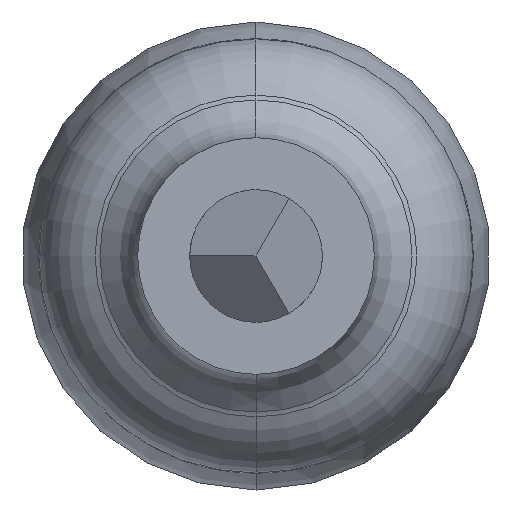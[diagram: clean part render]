
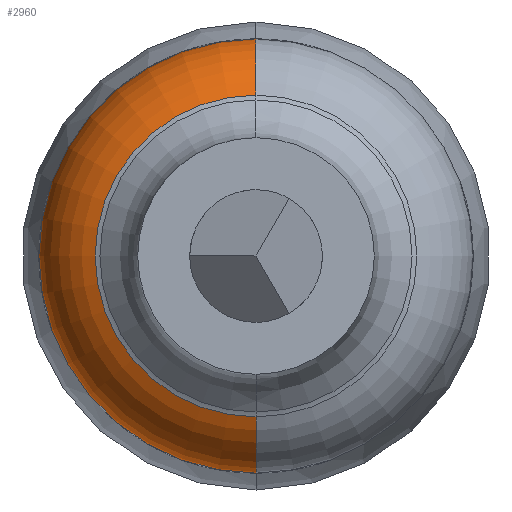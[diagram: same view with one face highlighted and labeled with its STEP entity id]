
A CAD part, front view. The second image highlights one B-rep face of the part: STEP entity #2960.
In plain terms, the highlighted toroidal (fillet/blend) face has major radius 0.485 mm and minor radius 0.35 mm.
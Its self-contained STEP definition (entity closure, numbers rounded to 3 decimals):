
#148 = AXIS2_PLACEMENT_3D ( 'NONE', #1383, #2685, #5447 ) ;
#208 = CIRCLE ( 'NONE', #632, 0.835 ) ;
#363 = CARTESIAN_POINT ( 'NONE',  ( 0., -24.6, -0.835 ) ) ;
#612 = VERTEX_POINT ( 'NONE', #3581 ) ;
#632 = AXIS2_PLACEMENT_3D ( 'NONE', #2109, #3374, #5214 ) ;
#645 = CARTESIAN_POINT ( 'NONE',  ( 0., -24.923, 0.619 ) ) ;
#1061 = DIRECTION ( 'NONE',  ( 0., 0., 1. ) ) ;
#1094 = VERTEX_POINT ( 'NONE', #363 ) ;
#1153 = AXIS2_PLACEMENT_3D ( 'NONE', #1188, #5726, #3008 ) ;
#1188 = CARTESIAN_POINT ( 'NONE',  ( 0., -24.6, -0.485 ) ) ;
#1382 = ORIENTED_EDGE ( 'NONE', *, *, #4440, .T. ) ;
#1383 = CARTESIAN_POINT ( 'NONE',  ( 0., -24.6, 0.485 ) ) ;
#2109 = CARTESIAN_POINT ( 'NONE',  ( 0., -24.6, 0. ) ) ;
#2561 = DIRECTION ( 'NONE',  ( 0., 0., 1. ) ) ;
#2583 = CIRCLE ( 'NONE', #4008, 0.619 ) ;
#2585 = CARTESIAN_POINT ( 'NONE',  ( 0., -24.923, 0. ) ) ;
#2685 = DIRECTION ( 'NONE',  ( -1., 0., 0. ) ) ;
#2729 = CARTESIAN_POINT ( 'NONE',  ( 0., -24.6, 0. ) ) ;
#2740 = EDGE_CURVE ( 'Defeature ausgef�hrt1_3+Defeature ausgef�hrt1_4+Defeature ausgef�hrt1_4+Defeature ausgef�hrt1_4', #1094, #612, #208, .T. ) ;
#2757 = EDGE_CURVE ( 'NONE', #4616, #1094, #4266, .T. ) ;
#2828 = EDGE_LOOP ( 'NONE', ( #4658, #3512, #1382, #5576 ) ) ;
#2960 = ADVANCED_FACE ( 'Defeature ausgef�hrt1_4', ( #3910 ), #5483, .T. ) ;
#3008 = DIRECTION ( 'NONE',  ( 0., 0., -1. ) ) ;
#3020 = DIRECTION ( 'NONE',  ( 0., 1., 0. ) ) ;
#3374 = DIRECTION ( 'NONE',  ( 0., 1., 0. ) ) ;
#3512 = ORIENTED_EDGE ( 'NONE', *, *, #3719, .T. ) ;
#3553 = VERTEX_POINT ( 'NONE', #645 ) ;
#3581 = CARTESIAN_POINT ( 'NONE',  ( 0., -24.6, 0.835 ) ) ;
#3641 = AXIS2_PLACEMENT_3D ( 'NONE', #2729, #4499, #1061 ) ;
#3719 = EDGE_CURVE ( 'Defeature ausgef�hrt1_4+Defeature ausgef�hrt1_1+Defeature ausgef�hrt1_1+Defeature ausgef�hrt1_1', #4616, #3553, #2583, .T. ) ;
#3910 = FACE_OUTER_BOUND ( 'NONE', #2828, .T. ) ;
#4008 = AXIS2_PLACEMENT_3D ( 'NONE', #2585, #3020, #2561 ) ;
#4186 = CIRCLE ( 'NONE', #148, 0.35 ) ;
#4206 = CARTESIAN_POINT ( 'NONE',  ( 0., -24.923, -0.619 ) ) ;
#4266 = CIRCLE ( 'NONE', #1153, 0.35 ) ;
#4440 = EDGE_CURVE ( 'NONE', #3553, #612, #4186, .T. ) ;
#4499 = DIRECTION ( 'NONE',  ( 0., 1., 0. ) ) ;
#4616 = VERTEX_POINT ( 'NONE', #4206 ) ;
#4658 = ORIENTED_EDGE ( 'NONE', *, *, #2757, .F. ) ;
#5214 = DIRECTION ( 'NONE',  ( 0., 0., 1. ) ) ;
#5447 = DIRECTION ( 'NONE',  ( 0., 0., 1. ) ) ;
#5483 = TOROIDAL_SURFACE ( 'NONE', #3641, 0.485, 0.35 ) ;
#5576 = ORIENTED_EDGE ( 'NONE', *, *, #2740, .F. ) ;
#5726 = DIRECTION ( 'NONE',  ( 1., 0., 0. ) ) ;
